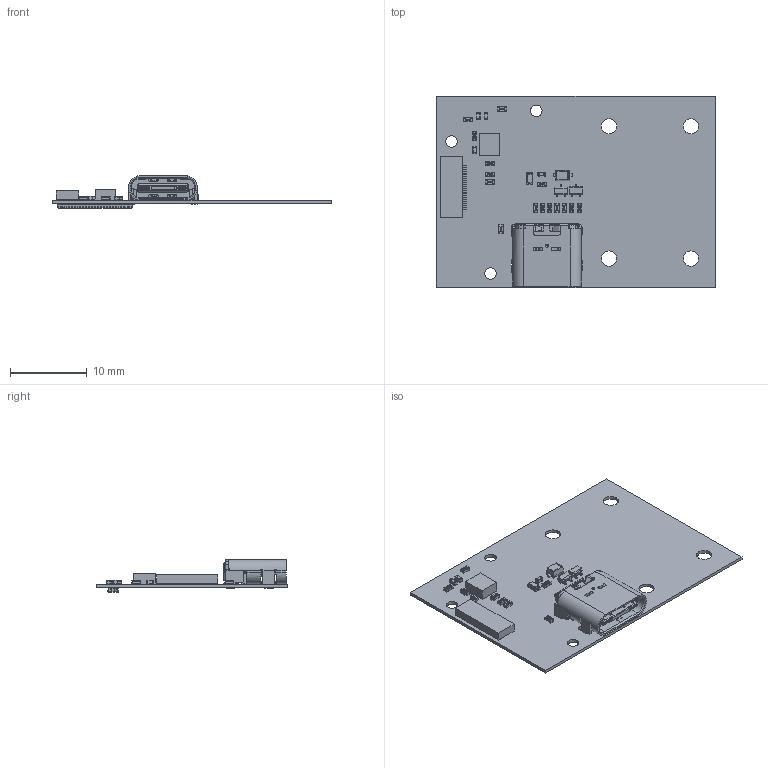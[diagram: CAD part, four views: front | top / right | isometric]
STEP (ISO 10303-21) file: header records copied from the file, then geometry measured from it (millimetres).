
FILE_DESCRIPTION(('Open CASCADE Model'),'2;1');
FILE_NAME('Open CASCADE Shape Model','2021-10-28T16:22:41',('Author'),( 'Open CASCADE'),'Open CASCADE STEP processor 6.8','Open CASCADE 6.8' ,'Unknown');
FILE_SCHEMA(('AUTOMOTIVE_DESIGN { 1 0 10303 214 1 1 1 1 }'));
Length unit declared in the file: millimetre
Products named in the file (58): PCB; Board; Open CASCADE STEP translator 6.8 1.1.1; C4; C0402; R16; RES_1005-0402; R15; R14; R13; R12; R10; R9; Q2; SOT-416; Q1; K1; 6266580608; Extruded; J3; USB-C-04-24PIN; Open CASCADE STEP translator 6.8 1.13.1.1; Open CASCADE STEP translator 6.8 1.13.1.2; Open CASCADE STEP translator 6.8 1.13.1.3; Open CASCADE STEP translator 6.8 1.13.1.4; Open CASCADE STEP translator 6.8 1.13.1.5; Open CASCADE STEP translator 6.8 1.13.1.6; Open CASCADE STEP translator 6.8 1.13.1.7; Open CASCADE STEP translator 6.8 1.13.1.8; Open CASCADE STEP translator 6.8 1.13.1.9; Open CASCADE STEP translator 6.8 1.13.1.10; Open CASCADE STEP translator 6.8 1.13.1.11; Open CASCADE STEP translator 6.8 1.13.1.12; Open CASCADE STEP translator 6.8 1.13.1.13; Open CASCADE STEP translator 6.8 1.13.1.14; Open CASCADE STEP translator 6.8 1.13.1.15; Open CASCADE STEP translator 6.8 1.13.1.16; D2; LED0603; R8 ...
Assembly tree (75 placements, depth 4):
  PCB
    Board
      Open CASCADE STEP translator 6.8 1.1.1
    C4
      C0402
    R16
      RES_1005-0402
    R15
      RES_1005-0402
    R14
      RES_1005-0402
    R13
      RES_1005-0402
    R12
      RES_1005-0402
    R10
      RES_1005-0402
    R9
      RES_1005-0402
    Q2
      SOT-416
    Q1
      SOT-416
    K1
      6266580608
        Extruded
    J3
      USB-C-04-24PIN
        Open CASCADE STEP translator 6.8 1.13.1.1
        Open CASCADE STEP translator 6.8 1.13.1.2
        Open CASCADE STEP translator 6.8 1.13.1.3
        Open CASCADE STEP translator 6.8 1.13.1.4
        Open CASCADE STEP translator 6.8 1.13.1.5
        Open CASCADE STEP translator 6.8 1.13.1.6
        Open CASCADE STEP translator 6.8 1.13.1.7
        Open CASCADE STEP translator 6.8 1.13.1.8
        Open CASCADE STEP translator 6.8 1.13.1.9
        Open CASCADE STEP translator 6.8 1.13.1.10
        Open CASCADE STEP translator 6.8 1.13.1.11
        Open CASCADE STEP translator 6.8 1.13.1.12
        Open CASCADE STEP translator 6.8 1.13.1.13
        Open CASCADE STEP translator 6.8 1.13.1.14
        Open CASCADE STEP translator 6.8 1.13.1.15
        Open CASCADE STEP translator 6.8 1.13.1.16
    D2
      LED0603
    R8
      RES_1005-0402
    R7
      RES_1005-0402
    R6
      RES_1005-0402
    D1
      SOD323F-1
    C3
      C0402
    J2
      6136586752
        Body
        Pins
Bounding box: 36.37 x 25 x 4.23 mm (x, y, z)
Volume: 543.4 mm3; surface area: 2797.6 mm2
Topology: 102 solids, 105 shells, 4725 faces, 12618 edges, 8116 vertices
Faces by surface type: plane 3214, cylinder 933, bspline 449, sphere 92, cone 32, torus 4, extrusion 1
Full cylindrical faces by diameter (mm): 0.5 x2, 1.5 x3, 2 x4
Entity records: 107033 total; most frequent: CARTESIAN_POINT 22371, ORIENTED_EDGE 17654, DIRECTION 16746, EDGE_CURVE 8827, VECTOR 6654, LINE 6653, VERTEX_POINT 5692, AXIS2_PLACEMENT_3D 5046
